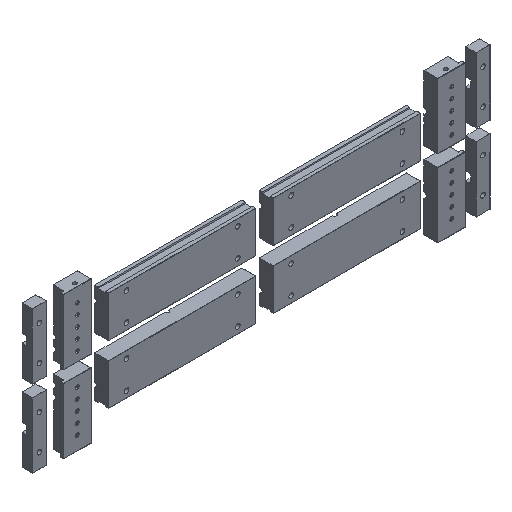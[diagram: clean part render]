
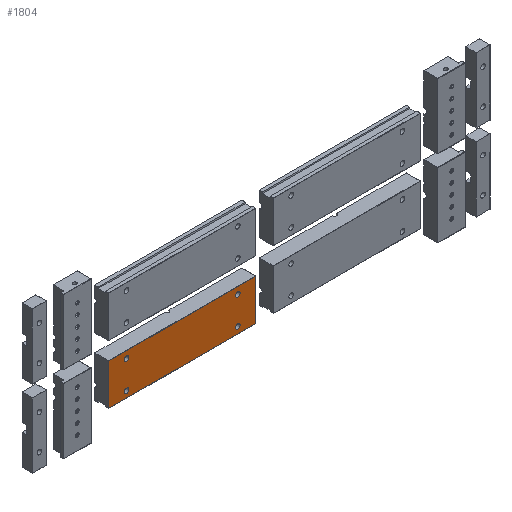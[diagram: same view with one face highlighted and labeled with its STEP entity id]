
A CAD part, isometric view. The second image highlights one B-rep face of the part: STEP entity #1804.
In plain terms, the highlighted face is planar.
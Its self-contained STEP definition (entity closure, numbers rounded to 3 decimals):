
#1804=ADVANCED_FACE('',(#7574,#7576,#7578,#7580,#7582),#7584,.F.);
#7574=FACE_BOUND('',#7575,.T.);
#7575=EDGE_LOOP('',(#17771));
#7576=FACE_BOUND('',#7577,.T.);
#7577=EDGE_LOOP('',(#17772));
#7578=FACE_BOUND('',#7579,.T.);
#7579=EDGE_LOOP('',(#17773));
#7580=FACE_BOUND('',#7581,.T.);
#7581=EDGE_LOOP('',(#17774));
#7582=FACE_OUTER_BOUND('',#7583,.T.);
#7583=EDGE_LOOP('',(#17775,#17776,#17777,#17778));
#7584=PLANE('',#7585);
#7585=AXIS2_PLACEMENT_3D('',#7586,#7587,#7588);
#7586=CARTESIAN_POINT('',(0.,-10.,0.));
#7587=DIRECTION('',(0.,-1.,0.));
#7588=DIRECTION('',(1.,0.,0.));
#17771=ORIENTED_EDGE('',*,*,#24306,.F.);
#17772=ORIENTED_EDGE('',*,*,#24307,.F.);
#17773=ORIENTED_EDGE('',*,*,#24308,.F.);
#17774=ORIENTED_EDGE('',*,*,#24309,.F.);
#17775=ORIENTED_EDGE('',*,*,#24283,.T.);
#17776=ORIENTED_EDGE('',*,*,#24310,.T.);
#17777=ORIENTED_EDGE('',*,*,#24007,.T.);
#17778=ORIENTED_EDGE('',*,*,#24311,.T.);
#24007=EDGE_CURVE('',#28936,#28934,#28937,.T.);
#24283=EDGE_CURVE('',#29362,#29360,#29363,.T.);
#24306=EDGE_CURVE('',#29389,#29389,#29390,.F.);
#24307=EDGE_CURVE('',#29391,#29391,#29392,.F.);
#24308=EDGE_CURVE('',#29393,#29393,#29394,.F.);
#24309=EDGE_CURVE('',#29395,#29395,#29396,.F.);
#24310=EDGE_CURVE('',#29360,#28936,#29397,.T.);
#24311=EDGE_CURVE('',#28934,#29362,#29398,.T.);
#28934=VERTEX_POINT('',#41540);
#28936=VERTEX_POINT('',#41545);
#28937=LINE('',#41546,#41547);
#29360=VERTEX_POINT('',#42989);
#29362=VERTEX_POINT('',#42994);
#29363=LINE('',#42995,#42996);
#29389=VERTEX_POINT('',#43654);
#29390=CIRCLE('',#43655,3.323);
#29391=VERTEX_POINT('',#43659);
#29392=CIRCLE('',#43660,3.323);
#29393=VERTEX_POINT('',#43664);
#29394=CIRCLE('',#43665,3.323);
#29395=VERTEX_POINT('',#43669);
#29396=CIRCLE('',#43670,3.323);
#29397=LINE('',#43674,#43675);
#29398=LINE('',#43677,#43678);
#41540=CARTESIAN_POINT('',(-105.7,-10.,-29.25));
#41545=CARTESIAN_POINT('',(-105.7,-10.,29.75));
#41546=CARTESIAN_POINT('',(-105.7,-10.,29.75));
#41547=VECTOR('',#41548,1.);
#41548=DIRECTION('',(0.,0.,-1.));
#42989=CARTESIAN_POINT('',(105.7,-10.,29.75));
#42994=CARTESIAN_POINT('',(105.7,-10.,-29.25));
#42995=CARTESIAN_POINT('',(105.7,-10.,-29.25));
#42996=VECTOR('',#42997,1.);
#42997=DIRECTION('',(0.,0.,1.));
#43654=CARTESIAN_POINT('',(80.,-10.,-16.677));
#43655=AXIS2_PLACEMENT_3D('',#43656,#43657,#43658);
#43656=CARTESIAN_POINT('',(80.,-10.,-20.));
#43657=DIRECTION('',(0.,1.,0.));
#43658=DIRECTION('',(0.,0.,1.));
#43659=CARTESIAN_POINT('',(80.,-10.,23.323));
#43660=AXIS2_PLACEMENT_3D('',#43661,#43662,#43663);
#43661=CARTESIAN_POINT('',(80.,-10.,20.));
#43662=DIRECTION('',(0.,1.,0.));
#43663=DIRECTION('',(0.,0.,1.));
#43664=CARTESIAN_POINT('',(-80.,-10.,23.323));
#43665=AXIS2_PLACEMENT_3D('',#43666,#43667,#43668);
#43666=CARTESIAN_POINT('',(-80.,-10.,20.));
#43667=DIRECTION('',(0.,1.,0.));
#43668=DIRECTION('',(0.,0.,1.));
#43669=CARTESIAN_POINT('',(-80.,-10.,-16.677));
#43670=AXIS2_PLACEMENT_3D('',#43671,#43672,#43673);
#43671=CARTESIAN_POINT('',(-80.,-10.,-20.));
#43672=DIRECTION('',(0.,1.,0.));
#43673=DIRECTION('',(0.,0.,1.));
#43674=CARTESIAN_POINT('',(105.7,-10.,29.75));
#43675=VECTOR('',#43676,1.);
#43676=DIRECTION('',(-1.,0.,0.));
#43677=CARTESIAN_POINT('',(-105.7,-10.,-29.25));
#43678=VECTOR('',#43679,1.);
#43679=DIRECTION('',(1.,0.,0.));
